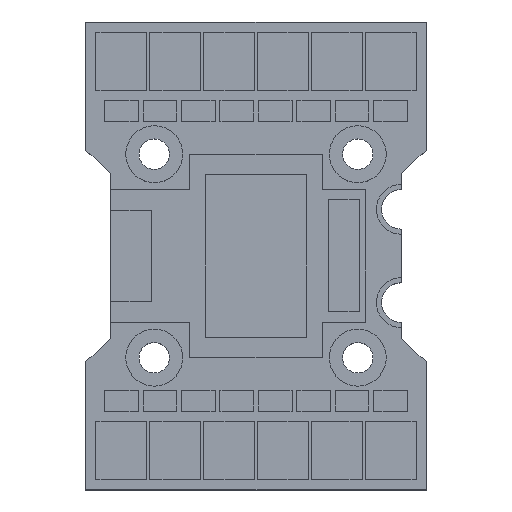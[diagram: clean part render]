
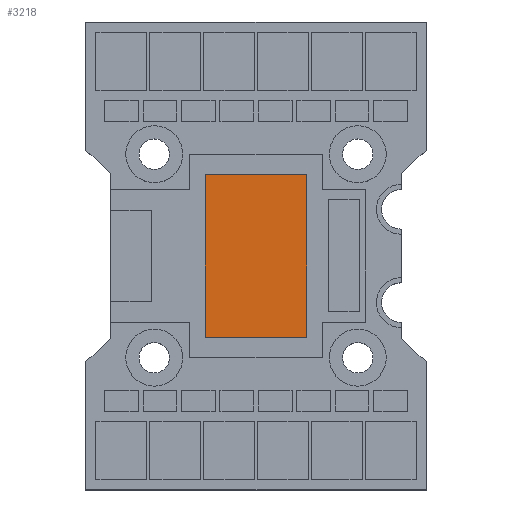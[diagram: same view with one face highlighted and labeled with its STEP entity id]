
A CAD part, top view. The second image highlights one B-rep face of the part: STEP entity #3218.
In plain terms, the highlighted planar face has unit normal (0, 0, 1).
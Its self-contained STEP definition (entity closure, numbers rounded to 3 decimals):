
#245 = VERTEX_POINT ( 'NONE', #5220 ) ;
#431 = CARTESIAN_POINT ( 'NONE',  ( -5., 8., 3.3 ) ) ;
#801 = EDGE_CURVE ( 'NONE', #245, #2480, #1973, .T. ) ;
#831 = ORIENTED_EDGE ( 'NONE', *, *, #3999, .T. ) ;
#985 = DIRECTION ( 'NONE',  ( 1., 0., 0. ) ) ;
#1750 = VECTOR ( 'NONE', #4423, 1000. ) ;
#1973 = LINE ( 'NONE', #10082, #11846 ) ;
#2480 = VERTEX_POINT ( 'NONE', #12516 ) ;
#2803 = CARTESIAN_POINT ( 'NONE',  ( 5., 8., 3.3 ) ) ;
#3167 = AXIS2_PLACEMENT_3D ( 'NONE', #3463, #9538, #7493 ) ;
#3218 = ADVANCED_FACE ( 'NONE', ( #8554 ), #4584, .T. ) ;
#3243 = LINE ( 'NONE', #431, #1750 ) ;
#3463 = CARTESIAN_POINT ( 'NONE',  ( 0., 0., 3.3 ) ) ;
#3944 = CARTESIAN_POINT ( 'NONE',  ( 5., 8., 3.3 ) ) ;
#3999 = EDGE_CURVE ( 'NONE', #12381, #8863, #12570, .T. ) ;
#4423 = DIRECTION ( 'NONE',  ( 0., -1., 0. ) ) ;
#4584 = PLANE ( 'NONE',  #3167 ) ;
#5220 = CARTESIAN_POINT ( 'NONE',  ( -5., -8., 3.3 ) ) ;
#6194 = ORIENTED_EDGE ( 'NONE', *, *, #10937, .T. ) ;
#6557 = ORIENTED_EDGE ( 'NONE', *, *, #8799, .T. ) ;
#7175 = LINE ( 'NONE', #3944, #11728 ) ;
#7493 = DIRECTION ( 'NONE',  ( 1., 0., 0. ) ) ;
#8554 = FACE_OUTER_BOUND ( 'NONE', #9243, .T. ) ;
#8799 = EDGE_CURVE ( 'NONE', #2480, #12381, #7175, .T. ) ;
#8863 = VERTEX_POINT ( 'NONE', #9772 ) ;
#9243 = EDGE_LOOP ( 'NONE', ( #6557, #831, #6194, #9312 ) ) ;
#9312 = ORIENTED_EDGE ( 'NONE', *, *, #801, .T. ) ;
#9538 = DIRECTION ( 'NONE',  ( 0., 0., 1. ) ) ;
#9542 = CARTESIAN_POINT ( 'NONE',  ( -5., 8., 3.3 ) ) ;
#9772 = CARTESIAN_POINT ( 'NONE',  ( -5., 8., 3.3 ) ) ;
#10082 = CARTESIAN_POINT ( 'NONE',  ( -5., -8., 3.3 ) ) ;
#10537 = DIRECTION ( 'NONE',  ( -1., 0., 0. ) ) ;
#10937 = EDGE_CURVE ( 'NONE', #8863, #245, #3243, .T. ) ;
#11078 = DIRECTION ( 'NONE',  ( 0., 1., 0. ) ) ;
#11728 = VECTOR ( 'NONE', #11078, 1000. ) ;
#11846 = VECTOR ( 'NONE', #985, 1000. ) ;
#12381 = VERTEX_POINT ( 'NONE', #2803 ) ;
#12516 = CARTESIAN_POINT ( 'NONE',  ( 5., -8., 3.3 ) ) ;
#12570 = LINE ( 'NONE', #9542, #12604 ) ;
#12604 = VECTOR ( 'NONE', #10537, 1000. ) ;
